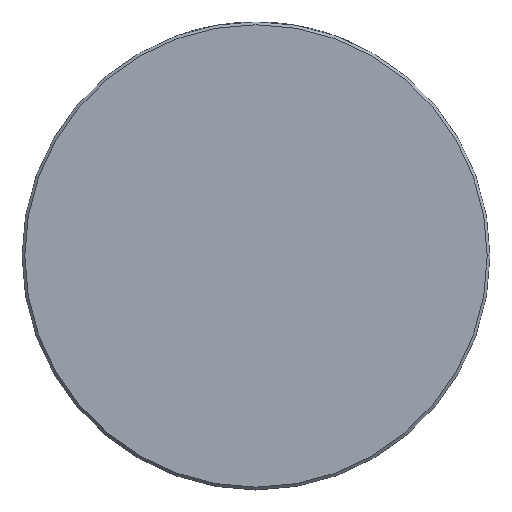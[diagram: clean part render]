
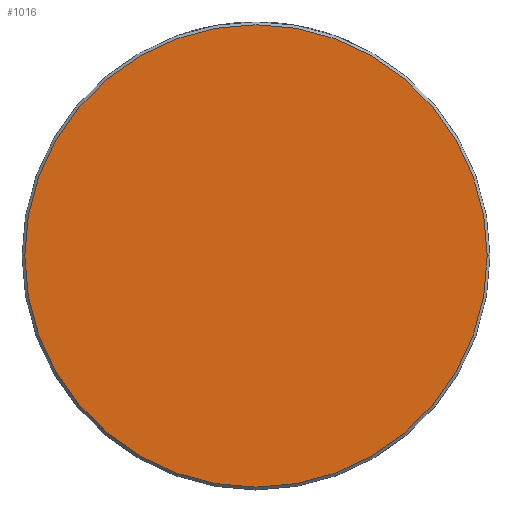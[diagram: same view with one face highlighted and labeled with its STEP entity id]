
A CAD part, top view. The second image highlights one B-rep face of the part: STEP entity #1016.
In plain terms, the highlighted planar face has unit normal (0, 0, 1).
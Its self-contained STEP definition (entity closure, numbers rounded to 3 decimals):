
#551 = VERTEX_POINT ( 'NONE', #1389 ) ;
#646 = VERTEX_POINT ( 'NONE', #1606 ) ;
#899 = EDGE_CURVE ( 'NONE', #551, #646, #1747, .T. ) ;
#1004 = EDGE_LOOP ( 'NONE', ( #1012, #1015 ) ) ;
#1012 = ORIENTED_EDGE ( 'NONE', *, *, #1026, .T. ) ;
#1015 = ORIENTED_EDGE ( 'NONE', *, *, #899, .T. ) ;
#1016 = ADVANCED_FACE ( 'NONE', ( #2292 ), #2038, .T. ) ;
#1026 = EDGE_CURVE ( 'NONE', #646, #551, #2411, .T. ) ;
#1389 = CARTESIAN_POINT ( 'NONE',  ( 25.1, 0., 2.5 ) ) ;
#1547 = DIRECTION ( 'NONE',  ( 1., 0., 0. ) ) ;
#1548 = DIRECTION ( 'NONE',  ( 0., 0., 1. ) ) ;
#1549 = CARTESIAN_POINT ( 'NONE',  ( 0., 0., 2.5 ) ) ;
#1550 = AXIS2_PLACEMENT_3D ( 'NONE', #1549, #1548, #1547 ) ;
#1606 = CARTESIAN_POINT ( 'NONE',  ( -25.1, 0., 2.5 ) ) ;
#1747 = CIRCLE ( 'NONE', #1550, 25.1 ) ;
#2038 = PLANE ( 'NONE',  #2137 ) ;
#2137 = AXIS2_PLACEMENT_3D ( 'NONE', #2141, #2238, #2237 ) ;
#2141 = CARTESIAN_POINT ( 'NONE',  ( 0., -65.084, 2.5 ) ) ;
#2237 = DIRECTION ( 'NONE',  ( 1., 0., 0. ) ) ;
#2238 = DIRECTION ( 'NONE',  ( 0., 0., 1. ) ) ;
#2292 = FACE_OUTER_BOUND ( 'NONE', #1004, .T. ) ;
#2402 = DIRECTION ( 'NONE',  ( 1., 0., 0. ) ) ;
#2403 = DIRECTION ( 'NONE',  ( 0., 0., 1. ) ) ;
#2404 = AXIS2_PLACEMENT_3D ( 'NONE', #2410, #2403, #2402 ) ;
#2410 = CARTESIAN_POINT ( 'NONE',  ( 0., 0., 2.5 ) ) ;
#2411 = CIRCLE ( 'NONE', #2404, 25.1 ) ;
